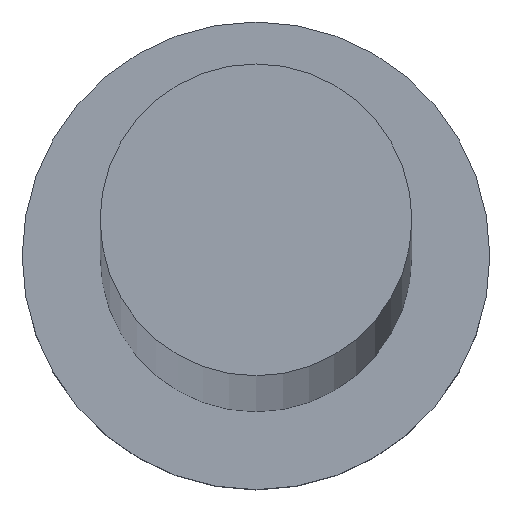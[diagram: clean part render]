
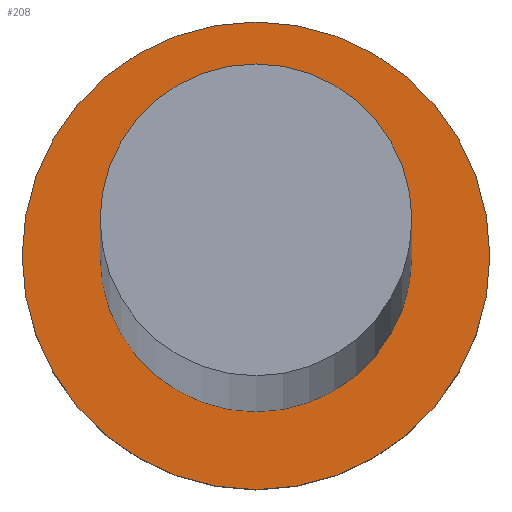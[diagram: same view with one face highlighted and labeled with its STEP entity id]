
A CAD part, top view. The second image highlights one B-rep face of the part: STEP entity #208.
In plain terms, the highlighted planar face has unit normal (0, 0, 1).
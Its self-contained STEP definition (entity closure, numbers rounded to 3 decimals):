
#8 = ORIENTED_EDGE ( 'NONE', *, *, #111, .F. ) ;
#10 = VERTEX_POINT ( 'NONE', #229 ) ;
#21 = EDGE_CURVE ( 'NONE', #46, #196, #241, .T. ) ;
#24 = EDGE_LOOP ( 'NONE', ( #41, #154 ) ) ;
#28 = DIRECTION ( 'NONE',  ( 1., 0., 0. ) ) ;
#29 = CARTESIAN_POINT ( 'NONE',  ( -9., 0., 6.5 ) ) ;
#31 = CIRCLE ( 'NONE', #83, 6. ) ;
#38 = CARTESIAN_POINT ( 'NONE',  ( 0., 0., 6.5 ) ) ;
#41 = ORIENTED_EDGE ( 'NONE', *, *, #127, .T. ) ;
#46 = VERTEX_POINT ( 'NONE', #142 ) ;
#47 = CIRCLE ( 'NONE', #78, 6. ) ;
#50 = CARTESIAN_POINT ( 'NONE',  ( 0., 0., 6.5 ) ) ;
#52 = CIRCLE ( 'NONE', #237, 9. ) ;
#55 = AXIS2_PLACEMENT_3D ( 'NONE', #38, #99, #217 ) ;
#59 = DIRECTION ( 'NONE',  ( 0., 0., 1. ) ) ;
#65 = FACE_BOUND ( 'NONE', #203, .T. ) ;
#72 = CARTESIAN_POINT ( 'NONE',  ( 0., 0., 6.5 ) ) ;
#78 = AXIS2_PLACEMENT_3D ( 'NONE', #50, #171, #172 ) ;
#83 = AXIS2_PLACEMENT_3D ( 'NONE', #106, #199, #232 ) ;
#93 = CARTESIAN_POINT ( 'NONE',  ( 0., 0., 6.5 ) ) ;
#99 = DIRECTION ( 'NONE',  ( 0., 0., 1. ) ) ;
#106 = CARTESIAN_POINT ( 'NONE',  ( 0., 0., 6.5 ) ) ;
#108 = PLANE ( 'NONE',  #194 ) ;
#111 = EDGE_CURVE ( 'NONE', #135, #10, #47, .T. ) ;
#122 = CARTESIAN_POINT ( 'NONE',  ( -6., 0., 6.5 ) ) ;
#125 = FACE_OUTER_BOUND ( 'NONE', #24, .T. ) ;
#127 = EDGE_CURVE ( 'NONE', #196, #46, #52, .T. ) ;
#135 = VERTEX_POINT ( 'NONE', #122 ) ;
#142 = CARTESIAN_POINT ( 'NONE',  ( 9., 0., 6.5 ) ) ;
#150 = DIRECTION ( 'NONE',  ( 0., 0., 1. ) ) ;
#154 = ORIENTED_EDGE ( 'NONE', *, *, #21, .T. ) ;
#171 = DIRECTION ( 'NONE',  ( 0., 0., 1. ) ) ;
#172 = DIRECTION ( 'NONE',  ( 1., 0., 0. ) ) ;
#194 = AXIS2_PLACEMENT_3D ( 'NONE', #93, #59, #28 ) ;
#196 = VERTEX_POINT ( 'NONE', #29 ) ;
#199 = DIRECTION ( 'NONE',  ( 0., 0., 1. ) ) ;
#203 = EDGE_LOOP ( 'NONE', ( #8, #220 ) ) ;
#208 = ADVANCED_FACE ( 'NONE', ( #65, #125 ), #108, .T. ) ;
#217 = DIRECTION ( 'NONE',  ( 1., 0., 0. ) ) ;
#220 = ORIENTED_EDGE ( 'NONE', *, *, #230, .F. ) ;
#229 = CARTESIAN_POINT ( 'NONE',  ( 6., 0., 6.5 ) ) ;
#230 = EDGE_CURVE ( 'NONE', #10, #135, #31, .T. ) ;
#232 = DIRECTION ( 'NONE',  ( 1., 0., 0. ) ) ;
#235 = DIRECTION ( 'NONE',  ( 1., 0., 0. ) ) ;
#237 = AXIS2_PLACEMENT_3D ( 'NONE', #72, #150, #235 ) ;
#241 = CIRCLE ( 'NONE', #55, 9. ) ;
